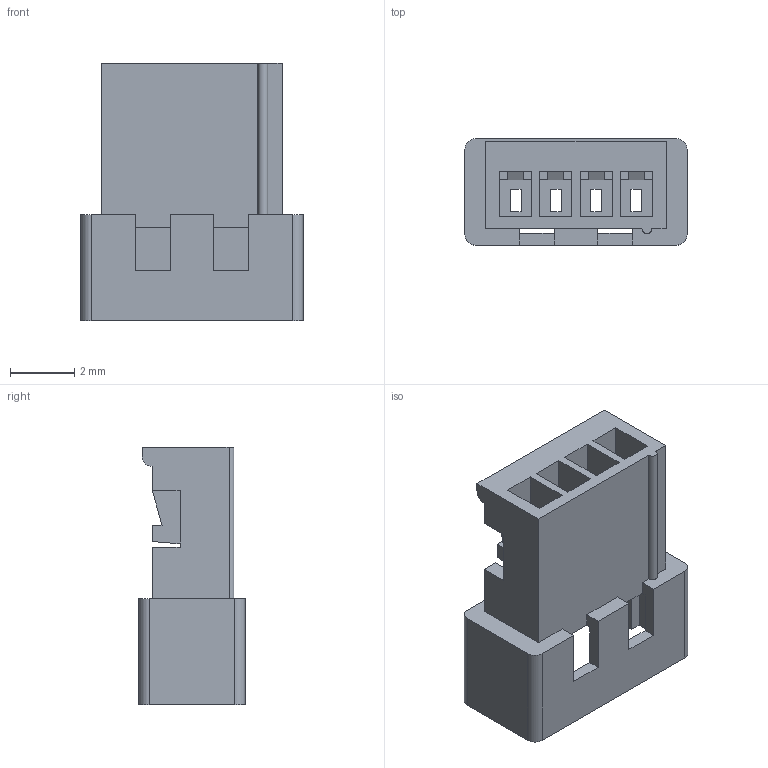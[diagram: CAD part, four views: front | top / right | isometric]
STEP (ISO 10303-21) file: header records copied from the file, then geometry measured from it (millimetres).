
FILE_DESCRIPTION((''),'2;1');
FILE_NAME('FHG12508-S05F2W1B','2026-02-05T',('工程三'),(''),'PRO/ENGINEER BY PARAMETRIC TECHNOLOGY CORPORATION, 2010280','PRO/ENGINEER BY PARAMETRIC TECHNOLOGY CORPORATION, 2010280','');
FILE_SCHEMA(('CONFIG_CONTROL_DESIGN'));
Length unit declared in the file: millimetre
Products named in the file (1): FHG12508-S05F2W1B
Bounding box: 6.9 x 3.3 x 8 mm (x, y, z)
Volume: 61.1 mm3; surface area: 320.6 mm2
Topology: 1 solids, 1 shells, 177 faces, 507 edges, 324 vertices
Faces by surface type: plane 171, cylinder 6
Entity records: 5695 total; most frequent: ORIENTED_EDGE 1014, CARTESIAN_POINT 1008, DIRECTION 873, EDGE_CURVE 507, VECTOR 495, LINE 495, VERTEX_POINT 324, AXIS2_PLACEMENT_3D 189
